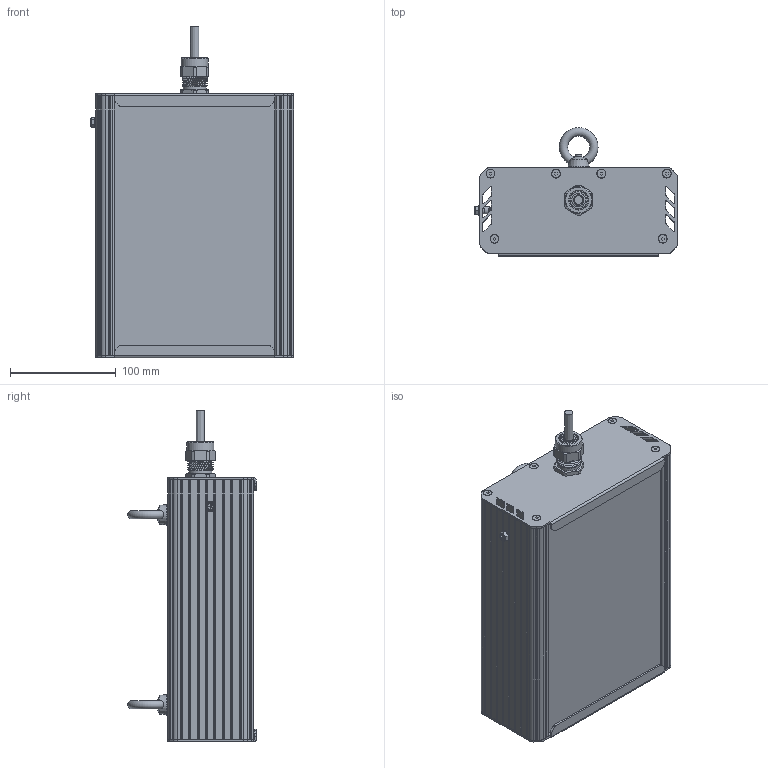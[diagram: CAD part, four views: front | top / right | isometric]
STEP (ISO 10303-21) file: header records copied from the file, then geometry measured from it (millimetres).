
FILE_DESCRIPTION(('STEP AP214'), '1');
FILE_NAME('001.0096.10.000 - ÃÑÏ-Ýêñòðà-Îïòèê-2Åõ-40', '', ('UNSPECIFIED'), ('UNSPECIFIED'), 'C3D Converter', 'C3D Toolkit', '');
FILE_SCHEMA(('AUTOMOTIVE_DESIGN { 1 0 10303 214 3 1 1}'));
Length unit declared in the file: millimetre
Products named in the file (29): 001.0096.10.000; 001.0065.02.000
Assembly tree (54 placements, depth 4):
  001.0096.10.000
    (unnamed)
      (unnamed)
      (unnamed)
      (unnamed)
      (unnamed)
      (unnamed)
      (unnamed)
      (unnamed)
      (unnamed)  x6
      (unnamed)  x6
      (unnamed)
      (unnamed)
      (unnamed)  x4
        (unnamed)
        (unnamed)
        (unnamed)
        (unnamed)
        (unnamed)
        (unnamed)
        (unnamed)
        (unnamed)
        (unnamed)
        (unnamed)
      (unnamed)
        (unnamed)
    001.0065.02.000  x2
      (unnamed)
      (unnamed)
Bounding box: 192.43 x 121.62 x 314 mm (x, y, z)
Volume: 863712.5 mm3; surface area: 655165.7 mm2
Topology: 159 solids, 159 shells, 2469 faces, 5847 edges, 3904 vertices
Faces by surface type: plane 1714, cylinder 580, cone 91, bspline 75, torus 5, sphere 4
Full cylindrical faces by diameter (mm): 1 x4, 2 x8, 2.5 x16, 2.8 x100, 3.2 x4, 3.5 x24, 4 x13, 5 x2, 6 x3, 7 x2, 8 x12, 9 x52, 10 x1, 12.5 x1, 13 x1, 16 x1, 17 x1, 18 x1, 18.5 x1, 19 x1, 20 x1, 21.5 x1, 22 x2, 25.5 x1
Entity records: 82050 total; most frequent: CARTESIAN_POINT 43995, DIRECTION 6652, ORIENTED_EDGE 5678, EDGE_CURVE 2839, AXIS2_PLACEMENT_3D 2372, VERTEX_POINT 1971, LINE 1908, VECTOR 1908
